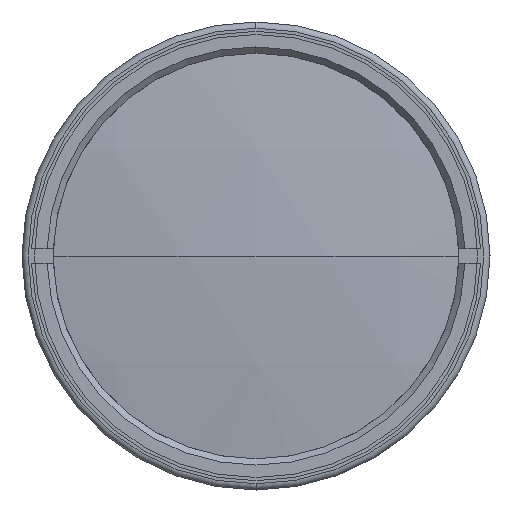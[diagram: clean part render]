
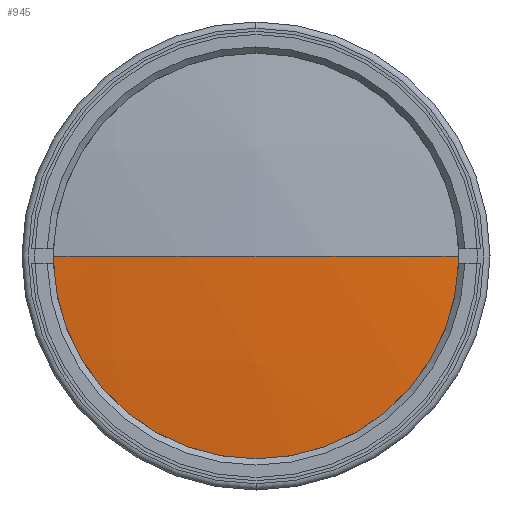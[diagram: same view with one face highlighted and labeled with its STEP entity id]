
A CAD part, left-side view. The second image highlights one B-rep face of the part: STEP entity #945.
In plain terms, the highlighted spherical face has radius 252 mm.
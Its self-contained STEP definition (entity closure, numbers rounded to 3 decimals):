
#263 = DIRECTION ( 'NONE',  ( 0., 0., 1. ) ) ;
#264 = CARTESIAN_POINT ( 'NONE',  ( 35.115, 0., 0. ) ) ;
#265 = DIRECTION ( 'NONE',  ( 0., 0., 1. ) ) ;
#266 = DIRECTION ( 'NONE',  ( 0., -1., 0. ) ) ;
#945 = ADVANCED_FACE ( 'NONE', ( #6864 ), #6867, .T. ) ;
#1819 = DIRECTION ( 'NONE',  ( 0., 0., -1. ) ) ;
#1820 = CARTESIAN_POINT ( 'NONE',  ( 35.115, 0., 0. ) ) ;
#1822 = DIRECTION ( 'NONE',  ( 0., 1., 0. ) ) ;
#2926 = ORIENTED_EDGE ( 'NONE', *, *, #4198, .T. ) ;
#2927 = ORIENTED_EDGE ( 'NONE', *, *, #4200, .F. ) ;
#2928 = ORIENTED_EDGE ( 'NONE', *, *, #4199, .T. ) ;
#3465 = VERTEX_POINT ( 'NONE', #10980 ) ;
#3467 = VERTEX_POINT ( 'NONE', #10982 ) ;
#3469 = VERTEX_POINT ( 'NONE', #10984 ) ;
#4198 = EDGE_CURVE ( 'NONE', #3469, #3465, #12968, .T. ) ;
#4199 = EDGE_CURVE ( 'NONE', #3467, #3469, #12981, .T. ) ;
#4200 = EDGE_CURVE ( 'NONE', #3467, #3465, #12978, .T. ) ;
#6864 = FACE_OUTER_BOUND ( 'NONE', #11851, .T. ) ;
#6867 = SPHERICAL_SURFACE ( 'NONE', #13058, 252. ) ;
#8616 = CARTESIAN_POINT ( 'NONE',  ( 35.115, 0., 0. ) ) ;
#8617 = DIRECTION ( 'NONE',  ( 0., 0., -1. ) ) ;
#8618 = DIRECTION ( 'NONE',  ( -1., 0., 0. ) ) ;
#8619 = CARTESIAN_POINT ( 'NONE',  ( -214.581, 0., 0. ) ) ;
#8620 = DIRECTION ( 'NONE',  ( -1., 0., 0. ) ) ;
#10980 = CARTESIAN_POINT ( 'NONE',  ( -216.885, 0., 0. ) ) ;
#10982 = CARTESIAN_POINT ( 'NONE',  ( -214.581, 34., 0. ) ) ;
#10984 = CARTESIAN_POINT ( 'NONE',  ( -214.581, -34., 0. ) ) ;
#11851 = EDGE_LOOP ( 'NONE', ( #2928, #2926, #2927 ) ) ;
#12968 = CIRCLE ( 'NONE', #12980, 252. ) ;
#12978 = CIRCLE ( 'NONE', #12984, 252. ) ;
#12980 = AXIS2_PLACEMENT_3D ( 'NONE', #8616, #8617, #8618 ) ;
#12981 = CIRCLE ( 'NONE', #12982, 34. ) ;
#12982 = AXIS2_PLACEMENT_3D ( 'NONE', #8619, #8620, #263 ) ;
#12984 = AXIS2_PLACEMENT_3D ( 'NONE', #264, #265, #266 ) ;
#13058 = AXIS2_PLACEMENT_3D ( 'NONE', #1820, #1819, #1822 ) ;
